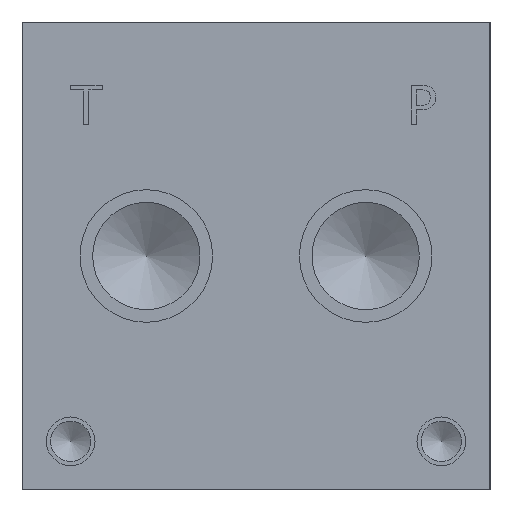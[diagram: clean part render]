
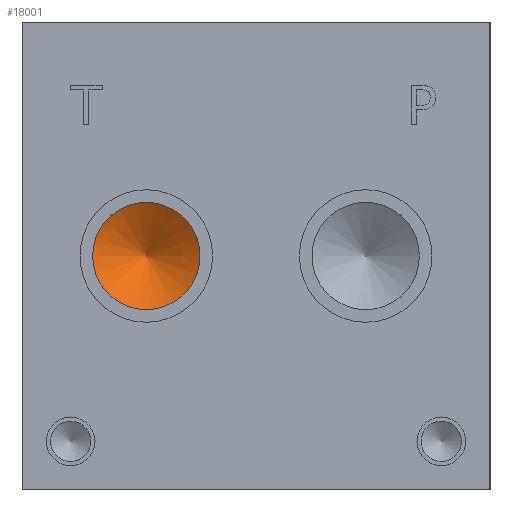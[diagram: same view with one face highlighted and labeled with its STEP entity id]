
A CAD part, left-side view. The second image highlights one B-rep face of the part: STEP entity #18001.
In plain terms, the highlighted conical face has half-angle 60 degrees and reference radius 4.369 mm.
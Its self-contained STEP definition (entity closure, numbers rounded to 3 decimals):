
#169=CONICAL_SURFACE('',#18898,4.369,1.047);
#378=CIRCLE('',#18899,8.738);
#379=CIRCLE('',#18900,8.738);
#2191=FACE_OUTER_BOUND('',#3242,.T.);
#3242=EDGE_LOOP('',(#15380,#15381,#15382,#15383));
#4980=LINE('',#30211,#6591);
#6591=VECTOR('',#22269,4.369);
#8511=VERTEX_POINT('',#30207);
#8512=VERTEX_POINT('',#30208);
#8513=VERTEX_POINT('',#30210);
#10915=EDGE_CURVE('',#8511,#8512,#378,.T.);
#10916=EDGE_CURVE('',#8512,#8513,#4980,.T.);
#10917=EDGE_CURVE('',#8512,#8511,#379,.T.);
#15380=ORIENTED_EDGE('',*,*,#10915,.T.);
#15381=ORIENTED_EDGE('',*,*,#10916,.T.);
#15382=ORIENTED_EDGE('',*,*,#10916,.F.);
#15383=ORIENTED_EDGE('',*,*,#10917,.T.);
#18001=ADVANCED_FACE('',(#2191),#169,.F.);
#18898=AXIS2_PLACEMENT_3D('',#30206,#22265,#22266);
#18899=AXIS2_PLACEMENT_3D('',#30209,#22267,#22268);
#18900=AXIS2_PLACEMENT_3D('',#30212,#22270,#22271);
#22265=DIRECTION('center_axis',(-1.,0.,0.));
#22266=DIRECTION('ref_axis',(0.,1.,0.));
#22267=DIRECTION('center_axis',(-1.,0.,0.));
#22268=DIRECTION('ref_axis',(0.,1.,0.));
#22269=DIRECTION('',(0.5,0.866,0.));
#22270=DIRECTION('center_axis',(-1.,0.,0.));
#22271=DIRECTION('ref_axis',(0.,1.,0.));
#30206=CARTESIAN_POINT('Origin',(18.394,55.956,38.1));
#30207=CARTESIAN_POINT('',(15.871,64.694,38.1));
#30208=CARTESIAN_POINT('',(15.871,47.219,38.1));
#30209=CARTESIAN_POINT('Origin',(15.871,55.956,38.1));
#30210=CARTESIAN_POINT('',(20.916,55.956,38.1));
#30211=CARTESIAN_POINT('',(18.394,51.587,38.1));
#30212=CARTESIAN_POINT('Origin',(15.871,55.956,38.1));
